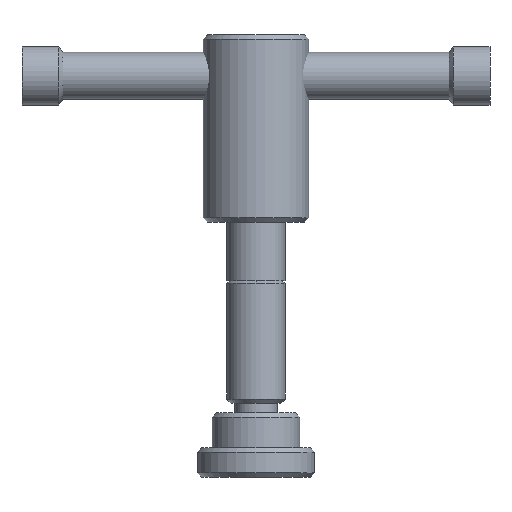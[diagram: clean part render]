
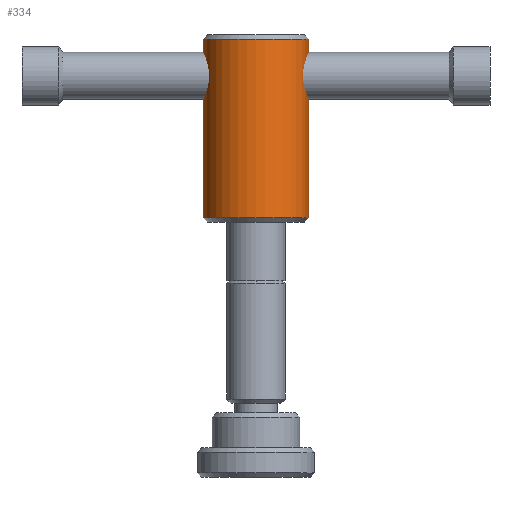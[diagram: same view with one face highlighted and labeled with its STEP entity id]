
A CAD part, front view. The second image highlights one B-rep face of the part: STEP entity #334.
In plain terms, the highlighted cylindrical face has radius 9 mm (diameter 18 mm), a partial arc.
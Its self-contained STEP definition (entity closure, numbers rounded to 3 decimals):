
#310=EDGE_CURVE('',#426,#356,#868,.T.);
#334=ADVANCED_FACE('',(#897),#898,.T.);
#344=EDGE_CURVE('',#356,#384,#912,.T.);
#356=VERTEX_POINT('',#924);
#362=EDGE_CURVE('',#434,#384,#930,.T.);
#384=VERTEX_POINT('',#954);
#402=EDGE_CURVE('',#434,#426,#972,.T.);
#426=VERTEX_POINT('',#1001);
#434=VERTEX_POINT('',#1012);
#868=CIRCLE('',#1494,9.);
#897=FACE_OUTER_BOUND('',#1525,.T.);
#898=CYLINDRICAL_SURFACE('',#1526,9.);
#912=LINE('',#1541,#1542);
#924=CARTESIAN_POINT('',(-9.,0.,44.35));
#930=CIRCLE('',#1564,9.);
#954=CARTESIAN_POINT('',(-9.,0.,74.85));
#972=LINE('',#1616,#1617);
#1001=CARTESIAN_POINT('',(9.,0.,44.35));
#1012=CARTESIAN_POINT('',(9.,0.,74.85));
#1494=AXIS2_PLACEMENT_3D('',#2272,#2273,#2274);
#1525=EDGE_LOOP('',(#2314,#2315,#2316,#2317));
#1526=AXIS2_PLACEMENT_3D('',#2318,#2319,#2320);
#1541=CARTESIAN_POINT('',(-9.,0.,59.6));
#1542=VECTOR('',#2344,1.0);
#1564=AXIS2_PLACEMENT_3D('',#2354,#2355,#2356);
#1616=CARTESIAN_POINT('',(9.,0.,59.6));
#1617=VECTOR('',#2397,1.0);
#2272=CARTESIAN_POINT('',(0.,0.,44.35));
#2273=DIRECTION('',(0.0,0.0,-1.0));
#2274=DIRECTION('',(1.0,0.,0.0));
#2314=ORIENTED_EDGE('',*,*,#402,.F.);
#2315=ORIENTED_EDGE('',*,*,#362,.T.);
#2316=ORIENTED_EDGE('',*,*,#344,.F.);
#2317=ORIENTED_EDGE('',*,*,#310,.F.);
#2318=CARTESIAN_POINT('',(0.,0.,59.6));
#2319=DIRECTION('',(-0.0,-0.0,1.0));
#2320=DIRECTION('',(1.0,0.,0.0));
#2344=DIRECTION('',(-0.0,-0.0,1.0));
#2354=CARTESIAN_POINT('',(0.,0.,74.85));
#2355=DIRECTION('',(0.0,0.0,-1.0));
#2356=DIRECTION('',(1.0,0.,0.0));
#2397=DIRECTION('',(0.0,0.0,-1.0));
